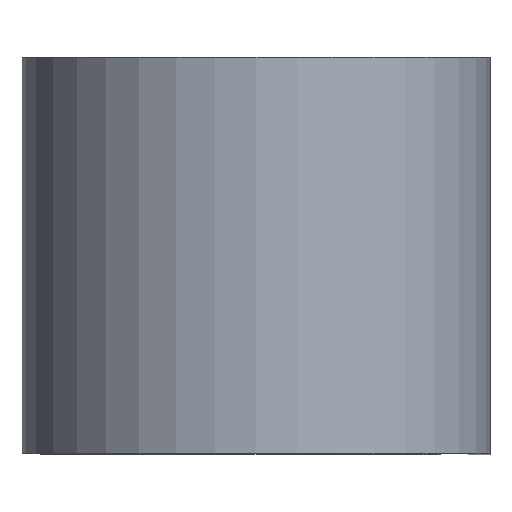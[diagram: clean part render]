
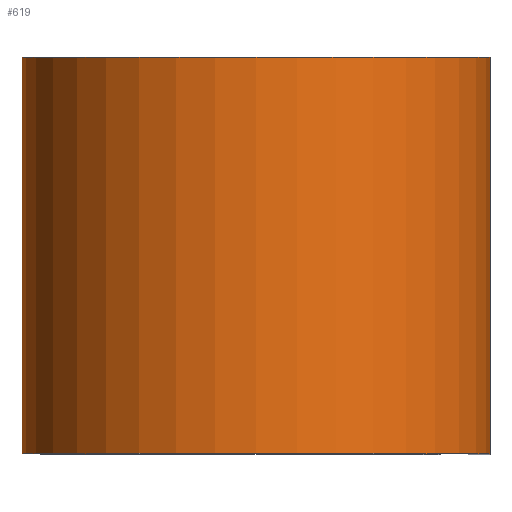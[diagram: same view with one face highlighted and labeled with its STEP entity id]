
A CAD part, top view. The second image highlights one B-rep face of the part: STEP entity #619.
In plain terms, the highlighted cylindrical face has radius 13.119 mm (diameter 26.238 mm), a partial arc.
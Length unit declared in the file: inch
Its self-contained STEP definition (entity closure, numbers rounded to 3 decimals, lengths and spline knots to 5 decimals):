
#57 = ORIENTED_EDGE ( 'NONE', *, *, #635, .T. ) ;
#106 = ORIENTED_EDGE ( 'NONE', *, *, #665, .F. ) ;
#145 = VERTEX_POINT ( 'NONE', #447 ) ;
#155 = CYLINDRICAL_SURFACE ( 'NONE', #430, 0.5165 ) ;
#232 = CIRCLE ( 'NONE', #462, 0.5165 ) ;
#247 = DIRECTION ( 'NONE',  ( 0., -1., 0. ) ) ;
#264 = DIRECTION ( 'NONE',  ( 0., -1., 0. ) ) ;
#273 = CARTESIAN_POINT ( 'NONE',  ( 0., 0.4375, 0. ) ) ;
#276 = DIRECTION ( 'NONE',  ( 0., 0., -1. ) ) ;
#287 = EDGE_CURVE ( 'NONE', #145, #643, #608, .T. ) ;
#292 = ORIENTED_EDGE ( 'NONE', *, *, #363, .F. ) ;
#323 = CARTESIAN_POINT ( 'NONE',  ( 0., 0.4375, -0.5165 ) ) ;
#337 = EDGE_LOOP ( 'NONE', ( #57, #292, #106, #405 ) ) ;
#360 = CARTESIAN_POINT ( 'NONE',  ( 0.5165, 0.4375, 0. ) ) ;
#363 = EDGE_CURVE ( 'NONE', #696, #734, #567, .T. ) ;
#368 = AXIS2_PLACEMENT_3D ( 'NONE', #515, #527, #530 ) ;
#372 = DIRECTION ( 'NONE',  ( 0., -1., 0. ) ) ;
#387 = CARTESIAN_POINT ( 'NONE',  ( 0.5165, -0.4375, 0. ) ) ;
#405 = ORIENTED_EDGE ( 'NONE', *, *, #287, .T. ) ;
#430 = AXIS2_PLACEMENT_3D ( 'NONE', #273, #247, #276 ) ;
#447 = CARTESIAN_POINT ( 'NONE',  ( 0., 0.4375, -0.5165 ) ) ;
#458 = CARTESIAN_POINT ( 'NONE',  ( 0., -0.4375, -0.5165 ) ) ;
#460 = CARTESIAN_POINT ( 'NONE',  ( 0., -0.4375, 0. ) ) ;
#462 = AXIS2_PLACEMENT_3D ( 'NONE', #460, #466, #471 ) ;
#466 = DIRECTION ( 'NONE',  ( 0., 1., 0. ) ) ;
#471 = DIRECTION ( 'NONE',  ( 1., 0., 0. ) ) ;
#515 = CARTESIAN_POINT ( 'NONE',  ( 0., 0.4375, 0. ) ) ;
#527 = DIRECTION ( 'NONE',  ( 0., 1., 0. ) ) ;
#530 = DIRECTION ( 'NONE',  ( 1., 0., 0. ) ) ;
#552 = VECTOR ( 'NONE', #372, 39.37008 ) ;
#567 = LINE ( 'NONE', #360, #552 ) ;
#597 = VECTOR ( 'NONE', #264, 39.37008 ) ;
#608 = LINE ( 'NONE', #323, #597 ) ;
#619 = ADVANCED_FACE ( 'NONE', ( #660 ), #155, .T. ) ;
#626 = CIRCLE ( 'NONE', #368, 0.5165 ) ;
#635 = EDGE_CURVE ( 'NONE', #643, #734, #232, .T. ) ;
#643 = VERTEX_POINT ( 'NONE', #458 ) ;
#660 = FACE_OUTER_BOUND ( 'NONE', #337, .T. ) ;
#665 = EDGE_CURVE ( 'NONE', #145, #696, #626, .T. ) ;
#675 = CARTESIAN_POINT ( 'NONE',  ( 0.5165, 0.4375, 0. ) ) ;
#696 = VERTEX_POINT ( 'NONE', #675 ) ;
#734 = VERTEX_POINT ( 'NONE', #387 ) ;
